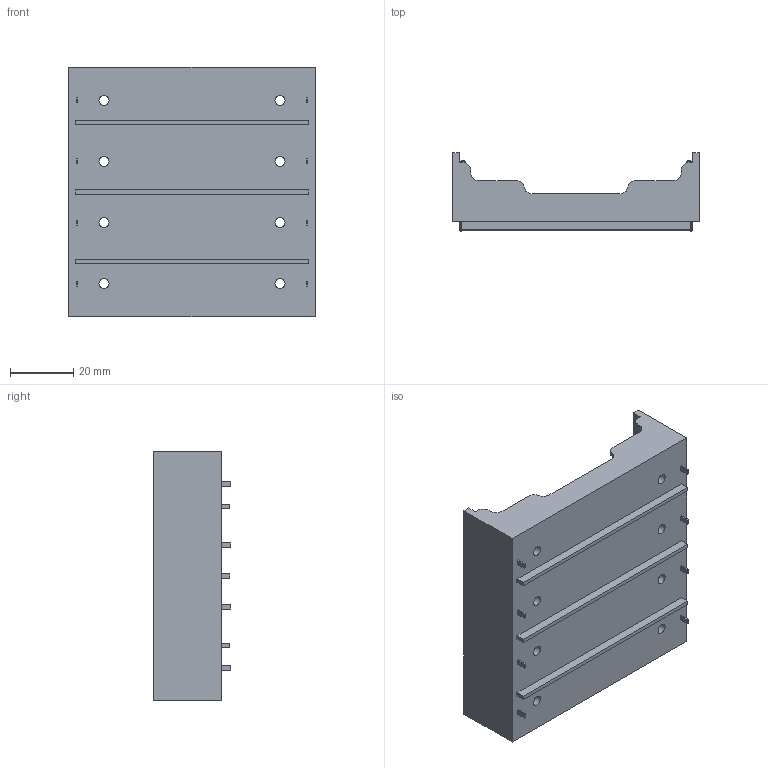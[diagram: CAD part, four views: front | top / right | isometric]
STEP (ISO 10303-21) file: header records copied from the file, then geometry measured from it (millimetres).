
FILE_DESCRIPTION(/* description */ ('Unknown'),/* implementation_level */ '2;1');
FILE_NAME(/* name */ 'BK-18650-PC8',/* time_stamp */ '2018-10-29T19:33:05-04:00',/* author */ ('Unknown'),/* organization */ ('Unknown'),/* preprocessor_version */ 'ST-DEVELOPER v16.7',/* originating_system */ 'DEX',/* authorisation */ $);
FILE_SCHEMA (('AP242_MANAGED_MODEL_BASED_3D_ENGINEERING_MIM_LF { 1 0 10303 442 1 1 4 }','AUTOMOTIVE_DESIGN {1 0 10303 214 3 1 1}'));
Length unit declared in the file: millimetre
Products named in the file (1): BK-18650-PC8
Bounding box: 77.98 x 24.61 x 78.74 mm (x, y, z)
Volume: 25284.7 mm3; surface area: 28031.4 mm2
Topology: 1 solids, 21 shells, 743 faces, 1902 edges, 1268 vertices
Faces by surface type: plane 598, bspline 87, cylinder 58
Full cylindrical faces by diameter (mm): 3.2 x8
Entity records: 31783 total; most frequent: CARTESIAN_POINT 10135, ORIENTED_EDGE 3780, DIRECTION 2568, EDGE_CURVE 1890, VERTEX_POINT 1268, LINE 1022, VECTOR 1022, EDGE_LOOP 850
